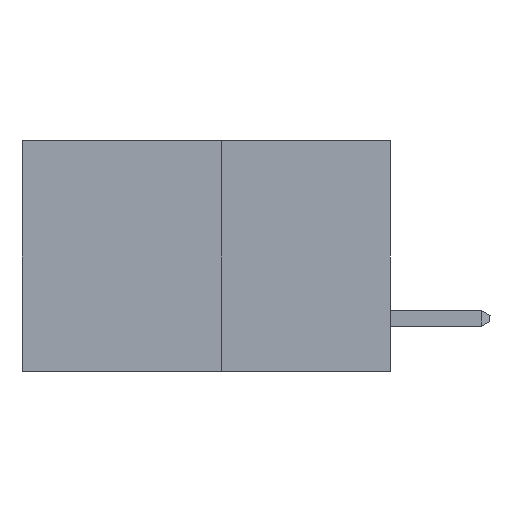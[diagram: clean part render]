
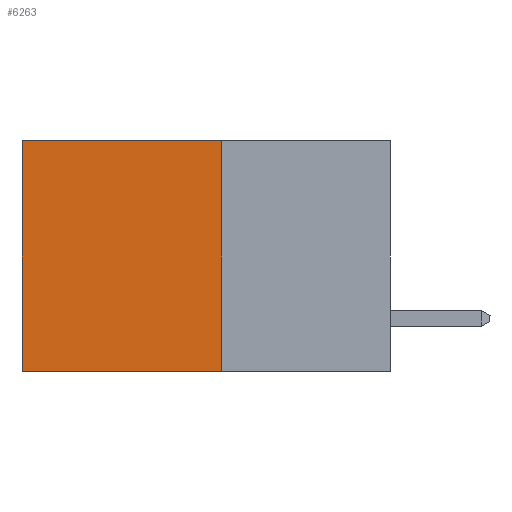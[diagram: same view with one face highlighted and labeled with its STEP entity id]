
A CAD part, left-side view. The second image highlights one B-rep face of the part: STEP entity #6263.
In plain terms, the highlighted planar face has unit normal (-1, 0, 0).
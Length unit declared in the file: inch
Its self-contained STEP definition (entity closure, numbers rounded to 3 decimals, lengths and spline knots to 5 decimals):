
#695 = ORIENTED_EDGE ( 'NONE', *, *, #7410, .F. ) ;
#794 = CARTESIAN_POINT ( 'NONE',  ( 0.277, 0.27, -0.37 ) ) ;
#1566 = CARTESIAN_POINT ( 'NONE',  ( 0.277, 0.59, -0.37 ) ) ;
#1573 = CARTESIAN_POINT ( 'NONE',  ( 0.277, 0.27, 0. ) ) ;
#1591 = ORIENTED_EDGE ( 'NONE', *, *, #6228, .F. ) ;
#1932 = CARTESIAN_POINT ( 'NONE',  ( 0.277, 0.27, 0. ) ) ;
#2111 = LINE ( 'NONE', #794, #17180 ) ;
#2165 = VECTOR ( 'NONE', #2401, 39.37008 ) ;
#2401 = DIRECTION ( 'NONE',  ( 0., 1., 0. ) ) ;
#2972 = CARTESIAN_POINT ( 'NONE',  ( 0.277, 0.59, 0. ) ) ;
#3019 = DIRECTION ( 'NONE',  ( 0., 1., 0. ) ) ;
#3138 = VERTEX_POINT ( 'NONE', #1566 ) ;
#3501 = LINE ( 'NONE', #11780, #10814 ) ;
#3643 = AXIS2_PLACEMENT_3D ( 'NONE', #15367, #15193, #15127 ) ;
#4895 = EDGE_CURVE ( 'NONE', #7466, #16750, #16781, .T. ) ;
#6228 = EDGE_CURVE ( 'NONE', #7466, #11120, #2111, .T. ) ;
#6263 = ADVANCED_FACE ( 'NONE', ( #13828 ), #15325, .F. ) ;
#6366 = ORIENTED_EDGE ( 'NONE', *, *, #4895, .T. ) ;
#6919 = LINE ( 'NONE', #14901, #14193 ) ;
#7410 = EDGE_CURVE ( 'NONE', #11120, #3138, #3501, .T. ) ;
#7466 = VERTEX_POINT ( 'NONE', #1573 ) ;
#7659 = DIRECTION ( 'NONE',  ( 0., 0., -1. ) ) ;
#10139 = DIRECTION ( 'NONE',  ( 0., 0., -1. ) ) ;
#10814 = VECTOR ( 'NONE', #3019, 39.37008 ) ;
#11120 = VERTEX_POINT ( 'NONE', #14781 ) ;
#11780 = CARTESIAN_POINT ( 'NONE',  ( 0.277, 0.27, -0.37 ) ) ;
#12174 = ORIENTED_EDGE ( 'NONE', *, *, #16227, .T. ) ;
#13828 = FACE_OUTER_BOUND ( 'NONE', #15324, .T. ) ;
#14193 = VECTOR ( 'NONE', #7659, 39.37008 ) ;
#14781 = CARTESIAN_POINT ( 'NONE',  ( 0.277, 0.27, -0.37 ) ) ;
#14901 = CARTESIAN_POINT ( 'NONE',  ( 0.277, 0.59, -0.37 ) ) ;
#15127 = DIRECTION ( 'NONE',  ( 0., 0., -1. ) ) ;
#15193 = DIRECTION ( 'NONE',  ( 1., 0., 0. ) ) ;
#15324 = EDGE_LOOP ( 'NONE', ( #12174, #695, #1591, #6366 ) ) ;
#15325 = PLANE ( 'NONE',  #3643 ) ;
#15367 = CARTESIAN_POINT ( 'NONE',  ( 0.277, 0.27, -0.37 ) ) ;
#16227 = EDGE_CURVE ( 'NONE', #16750, #3138, #6919, .T. ) ;
#16750 = VERTEX_POINT ( 'NONE', #2972 ) ;
#16781 = LINE ( 'NONE', #1932, #2165 ) ;
#17180 = VECTOR ( 'NONE', #10139, 39.37008 ) ;
